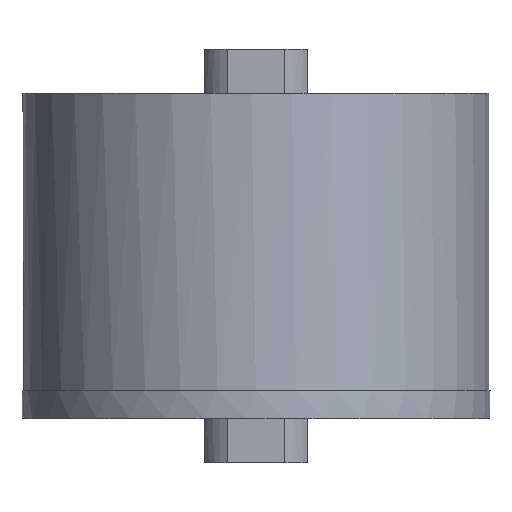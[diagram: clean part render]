
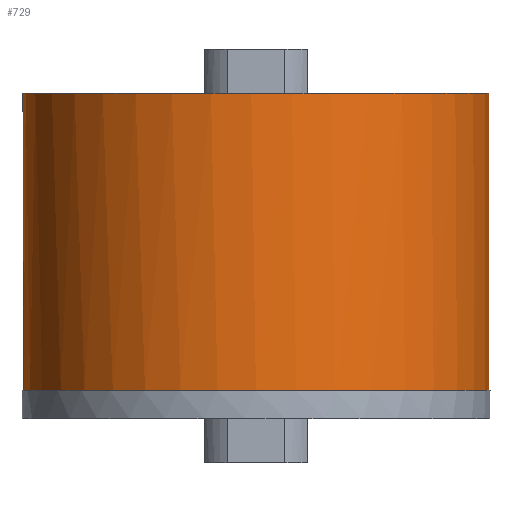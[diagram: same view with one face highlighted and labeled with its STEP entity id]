
A CAD part, left-side view. The second image highlights one B-rep face of the part: STEP entity #729.
In plain terms, the highlighted cylindrical face has radius 25.019 mm (diameter 50.038 mm), a full revolution.
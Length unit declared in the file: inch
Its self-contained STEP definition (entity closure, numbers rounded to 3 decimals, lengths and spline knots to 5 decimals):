
#643=CARTESIAN_POINT('',(0.0,0.,0.06));
#644=DIRECTION('',(0.0,0.0,-1.0));
#645=DIRECTION('',(1.0,0.0,0.0));
#646=AXIS2_PLACEMENT_3D('',#643,#644,#645);
#647=CYLINDRICAL_SURFACE('',#646,0.985);
#648=CARTESIAN_POINT('',(0.932,0.31875,0.6875));
#649=VERTEX_POINT('',#648);
#650=CARTESIAN_POINT('',(0.0,0.,0.6875));
#651=DIRECTION('',(0.0,0.0,-1.0));
#652=DIRECTION('',(1.0,0.0,0.0));
#653=AXIS2_PLACEMENT_3D('',#650,#651,#652);
#654=CIRCLE('',#653,0.985);
#655=EDGE_CURVE('',#649,#649,#654,.T.);
#656=ORIENTED_EDGE('',*,*,#655,.T.);
#657=EDGE_LOOP('',(#656));
#658=FACE_OUTER_BOUND('',#657,.T.);
#659=CARTESIAN_POINT('',(0.80916,-0.56168,0.1875));
#660=VERTEX_POINT('',#659);
#661=CARTESIAN_POINT('',(0.5617,-0.80914,0.18417));
#662=VERTEX_POINT('',#661);
#663=CARTESIAN_POINT('',(0.80916,-0.56168,0.1875));
#664=CARTESIAN_POINT('',(0.80916,-0.56168,0.16548));
#665=CARTESIAN_POINT('',(0.80663,-0.56538,0.14202));
#666=CARTESIAN_POINT('',(0.79609,-0.58012,0.09891));
#667=CARTESIAN_POINT('',(0.78806,-0.59113,0.07927));
#668=CARTESIAN_POINT('',(0.7689,-0.61584,0.04825));
#669=CARTESIAN_POINT('',(0.75649,-0.63121,0.03478));
#670=CARTESIAN_POINT('',(0.72809,-0.66376,0.01691));
#671=CARTESIAN_POINT('',(0.71207,-0.68093,0.0125));
#672=CARTESIAN_POINT('',(0.68093,-0.71207,0.0125));
#673=CARTESIAN_POINT('',(0.66376,-0.72809,0.01691));
#674=CARTESIAN_POINT('',(0.63121,-0.75649,0.03478));
#675=CARTESIAN_POINT('',(0.61584,-0.7689,0.04825));
#676=CARTESIAN_POINT('',(0.59113,-0.78806,0.07927));
#677=CARTESIAN_POINT('',(0.58012,-0.79609,0.09891));
#678=CARTESIAN_POINT('',(0.56575,-0.80636,0.14093));
#679=CARTESIAN_POINT('',(0.56204,-0.80891,0.16312));
#680=CARTESIAN_POINT('',(0.5617,-0.80914,0.18417));
#681=B_SPLINE_CURVE_WITH_KNOTS('',3,(#663,#664,#665,#666,#667,#668,#669,#670,#671,#672,#673,#674,#675,#676,#677,#678,#679,#680),.UNSPECIFIED.,.F.,.U.,(4,2,2,2,2,2,2,2,4),(0.0,0.06607,0.13214,0.19821,0.26428,0.33035,0.39642,0.4625,0.52525),.UNSPECIFIED.);
#682=EDGE_CURVE('',#660,#662,#681,.T.);
#683=ORIENTED_EDGE('',*,*,#682,.T.);
#684=CARTESIAN_POINT('',(0.80914,-0.5617,0.19083));
#685=VERTEX_POINT('',#684);
#686=CARTESIAN_POINT('',(0.5617,-0.80914,0.18417));
#687=CARTESIAN_POINT('',(0.56168,-0.80916,0.18528));
#688=CARTESIAN_POINT('',(0.56168,-0.80916,0.18639));
#689=CARTESIAN_POINT('',(0.56168,-0.80916,0.20952));
#690=CARTESIAN_POINT('',(0.56538,-0.80663,0.23298));
#691=CARTESIAN_POINT('',(0.58012,-0.79609,0.27609));
#692=CARTESIAN_POINT('',(0.59113,-0.78806,0.29573));
#693=CARTESIAN_POINT('',(0.61584,-0.7689,0.32675));
#694=CARTESIAN_POINT('',(0.63121,-0.75649,0.34022));
#695=CARTESIAN_POINT('',(0.66376,-0.72809,0.35809));
#696=CARTESIAN_POINT('',(0.68093,-0.71207,0.3625));
#697=CARTESIAN_POINT('',(0.71207,-0.68093,0.3625));
#698=CARTESIAN_POINT('',(0.72809,-0.66376,0.35809));
#699=CARTESIAN_POINT('',(0.75649,-0.63121,0.34022));
#700=CARTESIAN_POINT('',(0.7689,-0.61584,0.32675));
#701=CARTESIAN_POINT('',(0.78806,-0.59113,0.29573));
#702=CARTESIAN_POINT('',(0.79609,-0.58012,0.27609));
#703=CARTESIAN_POINT('',(0.80636,-0.56575,0.23407));
#704=CARTESIAN_POINT('',(0.80891,-0.56204,0.21188));
#705=CARTESIAN_POINT('',(0.80914,-0.5617,0.19083));
#706=B_SPLINE_CURVE_WITH_KNOTS('',3,(#686,#687,#688,#689,#690,#691,#692,#693,#694,#695,#696,#697,#698,#699,#700,#701,#702,#703,#704,#705),.UNSPECIFIED.,.F.,.U.,(4,2,2,2,2,2,2,2,2,4),(0.52525,0.52857,0.59464,0.66071,0.72678,0.79285,0.85892,0.92499,0.99107,1.05381),.UNSPECIFIED.);
#707=EDGE_CURVE('',#662,#685,#706,.T.);
#708=ORIENTED_EDGE('',*,*,#707,.T.);
#709=CARTESIAN_POINT('',(0.80914,-0.5617,0.19083));
#710=CARTESIAN_POINT('',(0.80916,-0.56168,0.18972));
#711=CARTESIAN_POINT('',(0.80916,-0.56168,0.18861));
#712=CARTESIAN_POINT('',(0.80916,-0.56168,0.1875));
#713=B_SPLINE_CURVE_WITH_KNOTS('',3,(#709,#710,#711,#712),.UNSPECIFIED.,.F.,.U.,(4,4),(1.05381,1.05714),.UNSPECIFIED.);
#714=EDGE_CURVE('',#685,#660,#713,.T.);
#715=ORIENTED_EDGE('',*,*,#714,.T.);
#716=EDGE_LOOP('',(#683,#708,#715));
#717=FACE_BOUND('',#716,.T.);
#718=CARTESIAN_POINT('',(-0.985,0.,-0.5675));
#719=VERTEX_POINT('',#718);
#720=CARTESIAN_POINT('',(0.0,0.,-0.5675));
#721=DIRECTION('',(0.0,0.0,-1.0));
#722=DIRECTION('',(1.0,0.0,0.0));
#723=AXIS2_PLACEMENT_3D('',#720,#721,#722);
#724=CIRCLE('',#723,0.985);
#725=EDGE_CURVE('',#719,#719,#724,.T.);
#726=ORIENTED_EDGE('',*,*,#725,.F.);
#727=EDGE_LOOP('',(#726));
#728=FACE_BOUND('',#727,.T.);
#729=ADVANCED_FACE('',(#658,#717,#728),#647,.T.);
